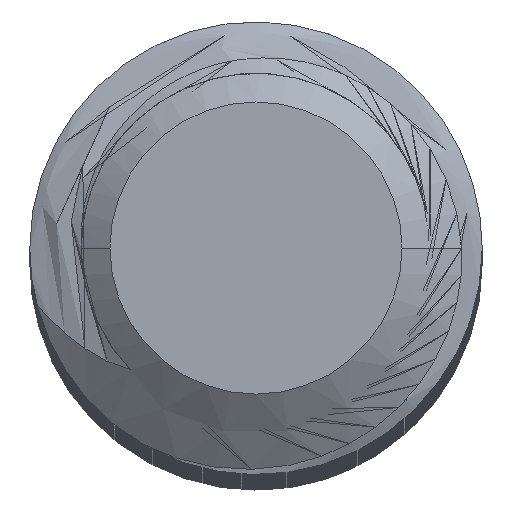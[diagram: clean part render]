
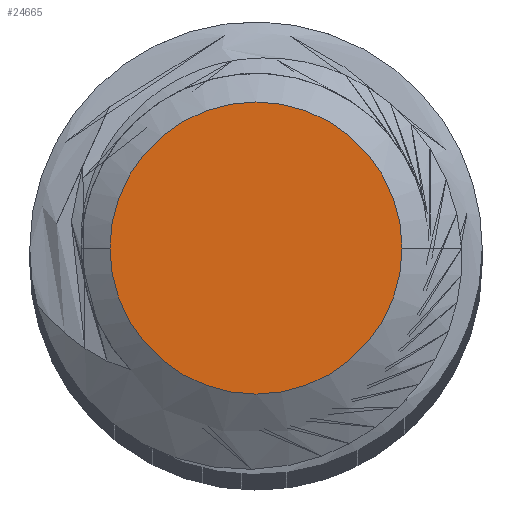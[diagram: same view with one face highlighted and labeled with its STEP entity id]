
A CAD part, top view. The second image highlights one B-rep face of the part: STEP entity #24665.
In plain terms, the highlighted planar face has unit normal (0, 0, 1).
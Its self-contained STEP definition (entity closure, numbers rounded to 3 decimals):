
#476 = AXIS2_PLACEMENT_3D ( 'NONE', #22983, #14861, #8523 ) ;
#636 = AXIS2_PLACEMENT_3D ( 'NONE', #7479, #3089, #21667 ) ;
#897 = AXIS2_PLACEMENT_3D ( 'NONE', #7967, #7878, #24210 ) ;
#3089 = DIRECTION ( 'NONE',  ( 0., 0., 1. ) ) ;
#3384 = CARTESIAN_POINT ( 'NONE',  ( 1.291, 0., 0. ) ) ;
#4258 = EDGE_CURVE ( 'NONE', #8437, #16376, #23272, .T. ) ;
#6320 = CIRCLE ( 'NONE', #897, 1.291 ) ;
#6742 = EDGE_CURVE ( 'NONE', #16376, #8437, #6320, .T. ) ;
#7479 = CARTESIAN_POINT ( 'NONE',  ( 0., 0., 0. ) ) ;
#7878 = DIRECTION ( 'NONE',  ( 0., 0., 1. ) ) ;
#7967 = CARTESIAN_POINT ( 'NONE',  ( 0., 0., 0. ) ) ;
#8437 = VERTEX_POINT ( 'NONE', #24909 ) ;
#8523 = DIRECTION ( 'NONE',  ( 1., 0., 0. ) ) ;
#10242 = EDGE_LOOP ( 'NONE', ( #10640, #12224 ) ) ;
#10640 = ORIENTED_EDGE ( 'NONE', *, *, #4258, .T. ) ;
#12224 = ORIENTED_EDGE ( 'NONE', *, *, #6742, .T. ) ;
#14861 = DIRECTION ( 'NONE',  ( 0., 0., 1. ) ) ;
#15587 = PLANE ( 'NONE',  #636 ) ;
#16376 = VERTEX_POINT ( 'NONE', #3384 ) ;
#21667 = DIRECTION ( 'NONE',  ( 1., 0., 0. ) ) ;
#22983 = CARTESIAN_POINT ( 'NONE',  ( 0., 0., 0. ) ) ;
#23272 = CIRCLE ( 'NONE', #476, 1.291 ) ;
#24210 = DIRECTION ( 'NONE',  ( 1., 0., 0. ) ) ;
#24665 = ADVANCED_FACE ( 'NONE', ( #24706 ), #15587, .T. ) ;
#24706 = FACE_OUTER_BOUND ( 'NONE', #10242, .T. ) ;
#24909 = CARTESIAN_POINT ( 'NONE',  ( -1.291, 0., 0. ) ) ;
